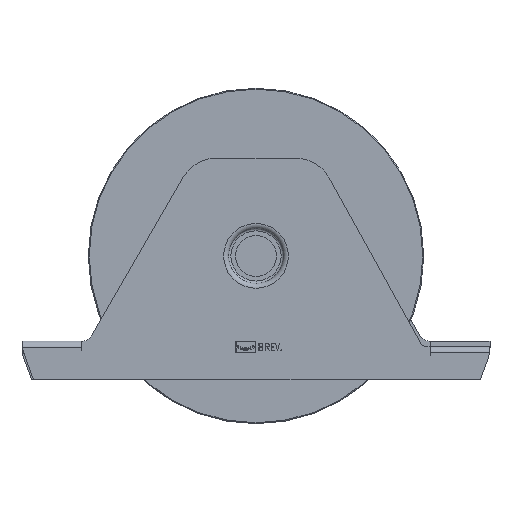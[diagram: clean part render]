
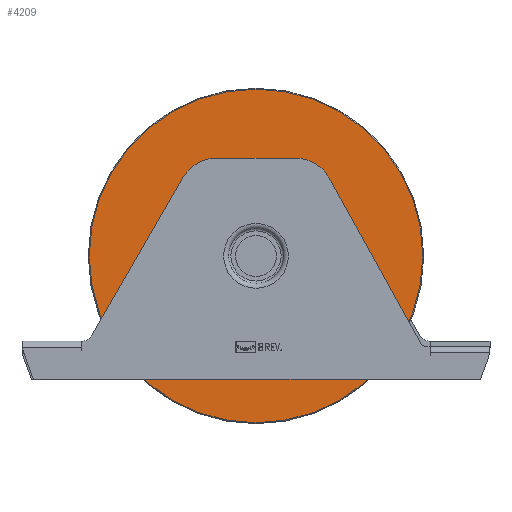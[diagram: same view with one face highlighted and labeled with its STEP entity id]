
A CAD part, top view. The second image highlights one B-rep face of the part: STEP entity #4209.
In plain terms, the highlighted face is planar.
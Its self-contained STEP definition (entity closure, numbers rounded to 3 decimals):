
#124=FACE_BOUND('',#601,.T.);
#175=PLANE('',#4578);
#364=FACE_OUTER_BOUND('',#600,.T.);
#600=EDGE_LOOP('',(#3002));
#601=EDGE_LOOP('',(#3003));
#1718=CIRCLE('',#4575,98.);
#1721=CIRCLE('',#4579,30.);
#1915=VERTEX_POINT('',#6339);
#1918=VERTEX_POINT('',#6347);
#2370=EDGE_CURVE('',#1915,#1915,#1718,.T.);
#2374=EDGE_CURVE('',#1918,#1918,#1721,.T.);
#3002=ORIENTED_EDGE('',*,*,#2370,.F.);
#3003=ORIENTED_EDGE('',*,*,#2374,.F.);
#4209=ADVANCED_FACE('',(#364,#124),#175,.T.);
#4575=AXIS2_PLACEMENT_3D('',#6340,#5046,#5047);
#4578=AXIS2_PLACEMENT_3D('',#6346,#5053,#5054);
#4579=AXIS2_PLACEMENT_3D('',#6348,#5055,#5056);
#5046=DIRECTION('center_axis',(-1.,0.,0.));
#5047=DIRECTION('ref_axis',(0.,-1.,0.));
#5053=DIRECTION('center_axis',(1.,0.,0.));
#5054=DIRECTION('ref_axis',(0.,0.,-1.));
#5055=DIRECTION('center_axis',(1.,0.,0.));
#5056=DIRECTION('ref_axis',(0.,-1.,0.));
#6339=CARTESIAN_POINT('',(16.5,98.,0.));
#6340=CARTESIAN_POINT('Origin',(16.5,0.,0.));
#6346=CARTESIAN_POINT('Origin',(16.5,64.,0.));
#6347=CARTESIAN_POINT('',(16.5,30.,0.));
#6348=CARTESIAN_POINT('Origin',(16.5,0.,0.));
